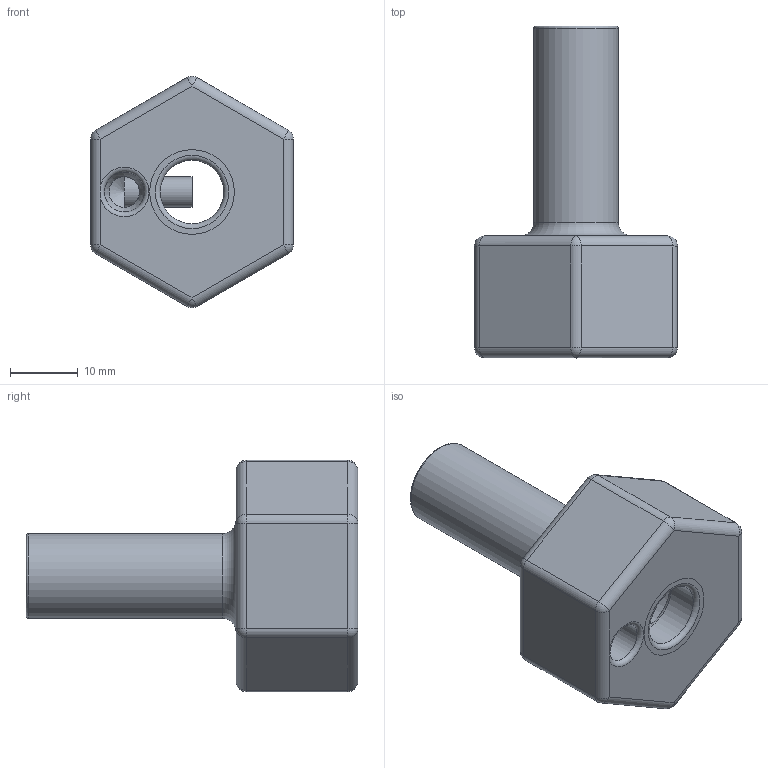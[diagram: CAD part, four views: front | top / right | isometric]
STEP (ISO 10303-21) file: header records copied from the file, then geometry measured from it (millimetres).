
FILE_DESCRIPTION(/* description */ (''),/* implementation_level */ '2;1');
FILE_NAME(/* name */ 'Stopfen_luft6mm_stopfen12.5mm_v3.step',/* time_stamp */ '2025-03-29T21:00:30+01:00',/* author */ (''),/* organization */ (''),/* preprocessor_version */ 'ST-DEVELOPER v20.1',/* originating_system */ 'Autodesk Translation Framework v14.4.0.0',/* authorisation */ '');
FILE_SCHEMA (('AUTOMOTIVE_DESIGN { 1 0 10303 214 3 1 1 }'));
Length unit declared in the file: millimetre
Products named in the file (1): Stopfen_luft6mm_stopfen12.5mm
Bounding box: 30 x 49 x 34.18 mm (x, y, z)
Volume: 13856.2 mm3; surface area: 9446.4 mm2
Topology: 4 solids, 4 shells, 71 faces, 157 edges, 92 vertices
Faces by surface type: cylinder 30, plane 15, sphere 12, torus 10, cone 3, bspline 1
Full cylindrical faces by diameter (mm): 4.5 x3, 5.9 x1, 9.4 x1, 10.9 x2, 12.5 x4
Entity records: 2137 total; most frequent: CARTESIAN_POINT 463, DIRECTION 387, ORIENTED_EDGE 312, AXIS2_PLACEMENT_3D 167, EDGE_CURVE 156, CIRCLE 92, VERTEX_POINT 92, EDGE_LOOP 78
